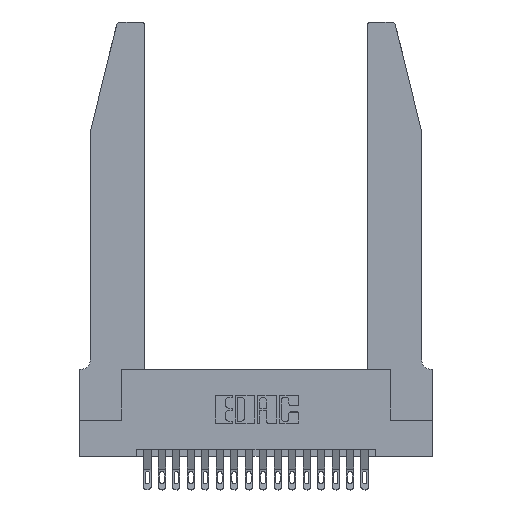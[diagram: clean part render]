
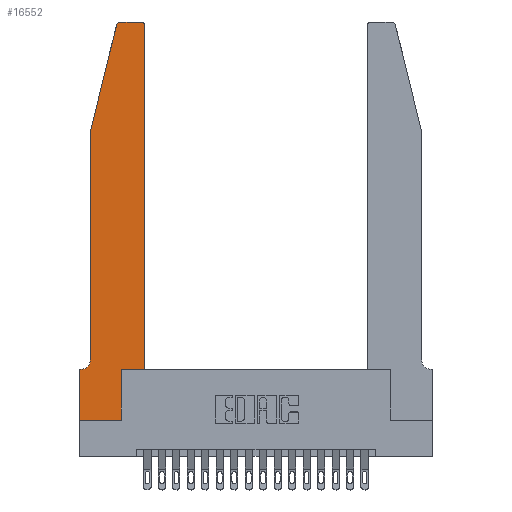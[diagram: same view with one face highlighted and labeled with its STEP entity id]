
A CAD part, top view. The second image highlights one B-rep face of the part: STEP entity #16552.
In plain terms, the highlighted planar face has unit normal (0, 0, 1).
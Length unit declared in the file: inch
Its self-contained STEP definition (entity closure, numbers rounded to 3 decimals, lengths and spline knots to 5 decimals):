
#187 = CARTESIAN_POINT ( 'NONE',  ( 0.0755, 0.42, 0.37 ) ) ;
#395 = AXIS2_PLACEMENT_3D ( 'NONE', #20798, #1472, #2892 ) ;
#402 = DIRECTION ( 'NONE',  ( 1., 0., 0. ) ) ;
#841 = ORIENTED_EDGE ( 'NONE', *, *, #6772, .T. ) ;
#907 = VERTEX_POINT ( 'NONE', #16083 ) ;
#1178 = VECTOR ( 'NONE', #7457, 39.37008 ) ;
#1361 = DIRECTION ( 'NONE',  ( 0., 1., 0. ) ) ;
#1434 = VERTEX_POINT ( 'NONE', #10644 ) ;
#1472 = DIRECTION ( 'NONE',  ( 0., 0., -1. ) ) ;
#1642 = CARTESIAN_POINT ( 'NONE',  ( 0.0755, 2., 0.37 ) ) ;
#1674 = ORIENTED_EDGE ( 'NONE', *, *, #3448, .T. ) ;
#2225 = ORIENTED_EDGE ( 'NONE', *, *, #19392, .T. ) ;
#2419 = EDGE_CURVE ( 'NONE', #1434, #8899, #3235, .T. ) ;
#2892 = DIRECTION ( 'NONE',  ( -1., 0., 0. ) ) ;
#3148 = ORIENTED_EDGE ( 'NONE', *, *, #15632, .T. ) ;
#3177 = CARTESIAN_POINT ( 'NONE',  ( 0.0755, 2., 0.37 ) ) ;
#3235 = LINE ( 'NONE', #12274, #1178 ) ;
#3448 = EDGE_CURVE ( 'NONE', #8899, #907, #12122, .T. ) ;
#3552 = DIRECTION ( 'NONE',  ( 0., 0., 1. ) ) ;
#3602 = CARTESIAN_POINT ( 'NONE',  ( 0.2865, 0.35, 0.37 ) ) ;
#4287 = EDGE_CURVE ( 'NONE', #12398, #19988, #20488, .T. ) ;
#4324 = VERTEX_POINT ( 'NONE', #6867 ) ;
#4509 = CIRCLE ( 'NONE', #7805, 0.03 ) ;
#5174 = VERTEX_POINT ( 'NONE', #19460 ) ;
#5251 = CIRCLE ( 'NONE', #395, 0.07 ) ;
#5899 = VERTEX_POINT ( 'NONE', #16084 ) ;
#6226 = CARTESIAN_POINT ( 'NONE',  ( 0.2865, 0.35, 0.37 ) ) ;
#6712 = CARTESIAN_POINT ( 'NONE',  ( 0., 0.35, 0.37 ) ) ;
#6772 = EDGE_CURVE ( 'NONE', #17803, #13203, #14321, .T. ) ;
#6867 = CARTESIAN_POINT ( 'NONE',  ( 0.4505, 0.35, 0.37 ) ) ;
#7008 = CARTESIAN_POINT ( 'NONE',  ( 0.25487, 2.72718, 0.37 ) ) ;
#7457 = DIRECTION ( 'NONE',  ( -1., 0., 0. ) ) ;
#7562 = CARTESIAN_POINT ( 'NONE',  ( 0.4205, 2.72, 0.37 ) ) ;
#7805 = AXIS2_PLACEMENT_3D ( 'NONE', #7562, #7991, #21005 ) ;
#7991 = DIRECTION ( 'NONE',  ( 0., 0., 1. ) ) ;
#8204 = VECTOR ( 'NONE', #1361, 39.37008 ) ;
#8344 = CARTESIAN_POINT ( 'NONE',  ( 0.2605, 2.75, 0.37 ) ) ;
#8534 = VECTOR ( 'NONE', #15782, 39.37008 ) ;
#8605 = DIRECTION ( 'NONE',  ( 0., -1., 0. ) ) ;
#8740 = EDGE_CURVE ( 'NONE', #4324, #9602, #9897, .T. ) ;
#8899 = VERTEX_POINT ( 'NONE', #17473 ) ;
#8991 = ORIENTED_EDGE ( 'NONE', *, *, #16966, .T. ) ;
#9131 = DIRECTION ( 'NONE',  ( 1., 0., 0. ) ) ;
#9142 = AXIS2_PLACEMENT_3D ( 'NONE', #15456, #12470, #9131 ) ;
#9602 = VERTEX_POINT ( 'NONE', #17419 ) ;
#9875 = EDGE_CURVE ( 'NONE', #907, #17803, #16481, .T. ) ;
#9897 = LINE ( 'NONE', #20897, #17752 ) ;
#10617 = FACE_OUTER_BOUND ( 'NONE', #13415, .T. ) ;
#10644 = CARTESIAN_POINT ( 'NONE',  ( 0.0055, 0.35, 0.37 ) ) ;
#10678 = CARTESIAN_POINT ( 'NONE',  ( 0.0755, 2., 0.37 ) ) ;
#10738 = ORIENTED_EDGE ( 'NONE', *, *, #8740, .T. ) ;
#10762 = ORIENTED_EDGE ( 'NONE', *, *, #2419, .T. ) ;
#11690 = DIRECTION ( 'NONE',  ( 1., 0., 0. ) ) ;
#12122 = LINE ( 'NONE', #20627, #13683 ) ;
#12274 = CARTESIAN_POINT ( 'NONE',  ( 0.0755, 0.35, 0.37 ) ) ;
#12398 = VERTEX_POINT ( 'NONE', #7008 ) ;
#12470 = DIRECTION ( 'NONE',  ( 0., 0., 1. ) ) ;
#12726 = CIRCLE ( 'NONE', #9142, 0.03 ) ;
#13203 = VERTEX_POINT ( 'NONE', #3602 ) ;
#13415 = EDGE_LOOP ( 'NONE', ( #21006, #20303, #14379, #2225, #8991, #10762, #1674, #18966, #841, #3148, #10738, #16206 ) ) ;
#13683 = VECTOR ( 'NONE', #8605, 39.37008 ) ;
#13753 = VECTOR ( 'NONE', #16648, 39.37008 ) ;
#13884 = VERTEX_POINT ( 'NONE', #187 ) ;
#14184 = LINE ( 'NONE', #8344, #20785 ) ;
#14321 = LINE ( 'NONE', #6226, #8204 ) ;
#14379 = ORIENTED_EDGE ( 'NONE', *, *, #4287, .T. ) ;
#14653 = CARTESIAN_POINT ( 'NONE',  ( 0.2865, 0., 0.37 ) ) ;
#15236 = LINE ( 'NONE', #1642, #20861 ) ;
#15293 = EDGE_CURVE ( 'NONE', #5174, #12398, #12726, .T. ) ;
#15456 = CARTESIAN_POINT ( 'NONE',  ( 0.284, 2.72, 0.37 ) ) ;
#15632 = EDGE_CURVE ( 'NONE', #13203, #4324, #18041, .T. ) ;
#15782 = DIRECTION ( 'NONE',  ( -0.239, -0.971, 0. ) ) ;
#16083 = CARTESIAN_POINT ( 'NONE',  ( 0., 0., 0.37 ) ) ;
#16084 = CARTESIAN_POINT ( 'NONE',  ( 0.4205, 2.75, 0.37 ) ) ;
#16198 = DIRECTION ( 'NONE',  ( 0., -1., 0. ) ) ;
#16206 = ORIENTED_EDGE ( 'NONE', *, *, #16853, .T. ) ;
#16481 = LINE ( 'NONE', #19821, #20062 ) ;
#16552 = ADVANCED_FACE ( 'NONE', ( #10617 ), #18214, .T. ) ;
#16648 = DIRECTION ( 'NONE',  ( 1., 0., 0. ) ) ;
#16853 = EDGE_CURVE ( 'NONE', #9602, #5899, #4509, .T. ) ;
#16966 = EDGE_CURVE ( 'NONE', #13884, #1434, #5251, .T. ) ;
#17053 = EDGE_CURVE ( 'NONE', #5899, #5174, #14184, .T. ) ;
#17419 = CARTESIAN_POINT ( 'NONE',  ( 0.4505, 2.72, 0.37 ) ) ;
#17473 = CARTESIAN_POINT ( 'NONE',  ( 0., 0.35, 0.37 ) ) ;
#17752 = VECTOR ( 'NONE', #19326, 39.37008 ) ;
#17803 = VERTEX_POINT ( 'NONE', #14653 ) ;
#18041 = LINE ( 'NONE', #19733, #13753 ) ;
#18214 = PLANE ( 'NONE',  #18402 ) ;
#18402 = AXIS2_PLACEMENT_3D ( 'NONE', #6712, #3552, #402 ) ;
#18966 = ORIENTED_EDGE ( 'NONE', *, *, #9875, .T. ) ;
#19326 = DIRECTION ( 'NONE',  ( 0., 1., 0. ) ) ;
#19392 = EDGE_CURVE ( 'NONE', #19988, #13884, #15236, .T. ) ;
#19460 = CARTESIAN_POINT ( 'NONE',  ( 0.284, 2.75, 0.37 ) ) ;
#19648 = DIRECTION ( 'NONE',  ( -1., 0., 0. ) ) ;
#19733 = CARTESIAN_POINT ( 'NONE',  ( 0.4505, 0.35, 0.37 ) ) ;
#19821 = CARTESIAN_POINT ( 'NONE',  ( 0., 0., 0.37 ) ) ;
#19988 = VERTEX_POINT ( 'NONE', #10678 ) ;
#20062 = VECTOR ( 'NONE', #11690, 39.37008 ) ;
#20303 = ORIENTED_EDGE ( 'NONE', *, *, #15293, .T. ) ;
#20488 = LINE ( 'NONE', #3177, #8534 ) ;
#20627 = CARTESIAN_POINT ( 'NONE',  ( 0., 0., 0.37 ) ) ;
#20785 = VECTOR ( 'NONE', #19648, 39.37008 ) ;
#20798 = CARTESIAN_POINT ( 'NONE',  ( 0.0055, 0.42, 0.37 ) ) ;
#20861 = VECTOR ( 'NONE', #16198, 39.37008 ) ;
#20897 = CARTESIAN_POINT ( 'NONE',  ( 0.4505, 0.35, 0.37 ) ) ;
#21005 = DIRECTION ( 'NONE',  ( 1., 0., 0. ) ) ;
#21006 = ORIENTED_EDGE ( 'NONE', *, *, #17053, .T. ) ;
